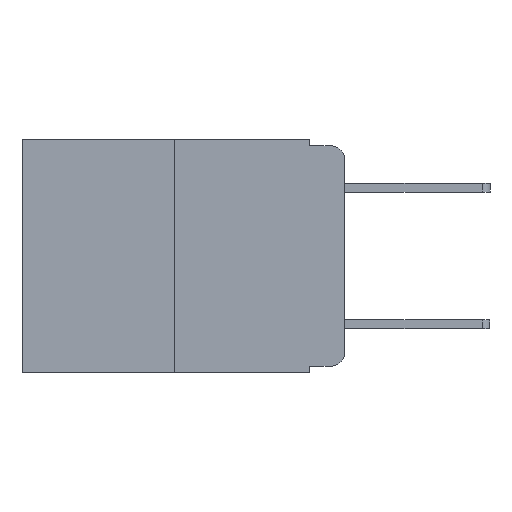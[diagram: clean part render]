
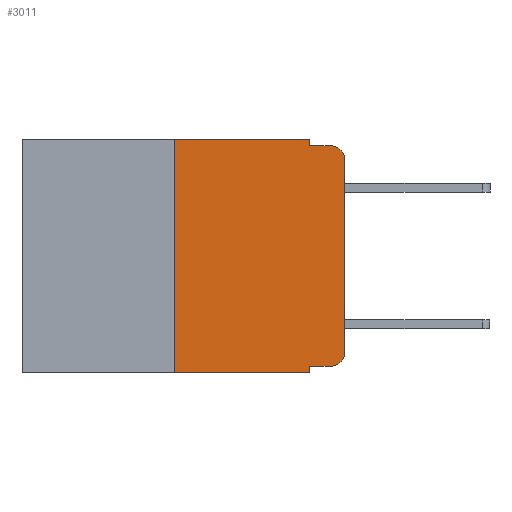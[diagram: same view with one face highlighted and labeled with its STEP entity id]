
A CAD part, left-side view. The second image highlights one B-rep face of the part: STEP entity #3011.
In plain terms, the highlighted planar face has unit normal (-1, 0, 0).
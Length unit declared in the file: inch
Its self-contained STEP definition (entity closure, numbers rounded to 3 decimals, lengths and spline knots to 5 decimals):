
#21 = VECTOR ( 'NONE', #1702, 39.37008 ) ;
#351 = VERTEX_POINT ( 'NONE', #1994 ) ;
#383 = CIRCLE ( 'NONE', #21254, 0.02 ) ;
#606 = LINE ( 'NONE', #5178, #21 ) ;
#861 = CARTESIAN_POINT ( 'NONE',  ( 0., 0., -0.313 ) ) ;
#920 = CARTESIAN_POINT ( 'NONE',  ( 0., 0.25, -0.343 ) ) ;
#1163 = CARTESIAN_POINT ( 'NONE',  ( 0., 0.02, -0.333 ) ) ;
#1250 = VERTEX_POINT ( 'NONE', #20788 ) ;
#1552 = DIRECTION ( 'NONE',  ( 0., 0., 1. ) ) ;
#1702 = DIRECTION ( 'NONE',  ( 0., -1., 0. ) ) ;
#1994 = CARTESIAN_POINT ( 'NONE',  ( 0., 0.02, -0.01 ) ) ;
#2211 = CARTESIAN_POINT ( 'NONE',  ( 0., 0.473, 0. ) ) ;
#2652 = DIRECTION ( 'NONE',  ( -1., 0., 0. ) ) ;
#2787 = CARTESIAN_POINT ( 'NONE',  ( 0., 0., -0.03 ) ) ;
#2793 = DIRECTION ( 'NONE',  ( 0., -1., 0. ) ) ;
#3011 = ADVANCED_FACE ( 'NONE', ( #8211 ), #3515, .F. ) ;
#3085 = VERTEX_POINT ( 'NONE', #18641 ) ;
#3232 = DIRECTION ( 'NONE',  ( 0., 0., 1. ) ) ;
#3453 = CIRCLE ( 'NONE', #15345, 0.02 ) ;
#3515 = PLANE ( 'NONE',  #21276 ) ;
#3888 = VECTOR ( 'NONE', #13578, 39.37008 ) ;
#3919 = VECTOR ( 'NONE', #10951, 39.37008 ) ;
#3991 = DIRECTION ( 'NONE',  ( 0., -1., 0. ) ) ;
#4576 = LINE ( 'NONE', #2211, #9329 ) ;
#5178 = CARTESIAN_POINT ( 'NONE',  ( 0., 0.473, -0.343 ) ) ;
#5508 = EDGE_CURVE ( 'NONE', #10525, #11772, #14685, .T. ) ;
#5661 = LINE ( 'NONE', #18973, #22085 ) ;
#5725 = ORIENTED_EDGE ( 'NONE', *, *, #11913, .F. ) ;
#6096 = EDGE_CURVE ( 'NONE', #18115, #18494, #16867, .T. ) ;
#6377 = DIRECTION ( 'NONE',  ( 1., 0., 0. ) ) ;
#6673 = DIRECTION ( 'NONE',  ( 0., 0., -1. ) ) ;
#7449 = CARTESIAN_POINT ( 'NONE',  ( 0., 0.02, -0.313 ) ) ;
#8211 = FACE_OUTER_BOUND ( 'NONE', #12286, .T. ) ;
#9256 = DIRECTION ( 'NONE',  ( 0., 0., -1. ) ) ;
#9329 = VECTOR ( 'NONE', #3991, 39.37008 ) ;
#9649 = ORIENTED_EDGE ( 'NONE', *, *, #5508, .T. ) ;
#10213 = VECTOR ( 'NONE', #20022, 39.37008 ) ;
#10380 = ORIENTED_EDGE ( 'NONE', *, *, #6096, .T. ) ;
#10525 = VERTEX_POINT ( 'NONE', #861 ) ;
#10669 = CARTESIAN_POINT ( 'NONE',  ( 0., 0.051, -0.333 ) ) ;
#10951 = DIRECTION ( 'NONE',  ( 0., 0., -1. ) ) ;
#11002 = EDGE_CURVE ( 'NONE', #18494, #10525, #383, .T. ) ;
#11702 = CARTESIAN_POINT ( 'NONE',  ( 0., 0.051, -0.333 ) ) ;
#11772 = VERTEX_POINT ( 'NONE', #2787 ) ;
#11913 = EDGE_CURVE ( 'NONE', #21644, #22450, #5661, .T. ) ;
#12184 = CARTESIAN_POINT ( 'NONE',  ( 0., 0., 0. ) ) ;
#12286 = EDGE_LOOP ( 'NONE', ( #9649, #21521, #20076, #12732, #20120, #5725, #12983, #15013, #10380, #13989 ) ) ;
#12406 = CARTESIAN_POINT ( 'NONE',  ( 0., 0.473, 0. ) ) ;
#12732 = ORIENTED_EDGE ( 'NONE', *, *, #15455, .F. ) ;
#12983 = ORIENTED_EDGE ( 'NONE', *, *, #20044, .T. ) ;
#13257 = CARTESIAN_POINT ( 'NONE',  ( 0., 0.02, -0.03 ) ) ;
#13317 = LINE ( 'NONE', #19342, #3888 ) ;
#13578 = DIRECTION ( 'NONE',  ( 0., 0., -1. ) ) ;
#13989 = ORIENTED_EDGE ( 'NONE', *, *, #11002, .T. ) ;
#14207 = CARTESIAN_POINT ( 'NONE',  ( 0., 0.051, -0.343 ) ) ;
#14388 = EDGE_CURVE ( 'NONE', #18115, #16186, #17950, .T. ) ;
#14472 = CARTESIAN_POINT ( 'NONE',  ( 0., 0.051, 0. ) ) ;
#14685 = LINE ( 'NONE', #12184, #18741 ) ;
#15013 = ORIENTED_EDGE ( 'NONE', *, *, #14388, .F. ) ;
#15022 = DIRECTION ( 'NONE',  ( 0., 0., -1. ) ) ;
#15345 = AXIS2_PLACEMENT_3D ( 'NONE', #13257, #2652, #15022 ) ;
#15455 = EDGE_CURVE ( 'NONE', #3085, #1250, #13317, .T. ) ;
#16186 = VERTEX_POINT ( 'NONE', #14207 ) ;
#16867 = LINE ( 'NONE', #11702, #20360 ) ;
#17736 = EDGE_CURVE ( 'NONE', #1250, #351, #19448, .T. ) ;
#17950 = LINE ( 'NONE', #14472, #3919 ) ;
#18115 = VERTEX_POINT ( 'NONE', #10669 ) ;
#18372 = CARTESIAN_POINT ( 'NONE',  ( 0., 0.051, -0.01 ) ) ;
#18494 = VERTEX_POINT ( 'NONE', #1163 ) ;
#18641 = CARTESIAN_POINT ( 'NONE',  ( 0., 0.051, 0. ) ) ;
#18741 = VECTOR ( 'NONE', #1552, 39.37008 ) ;
#18922 = EDGE_CURVE ( 'NONE', #22450, #3085, #4576, .T. ) ;
#18973 = CARTESIAN_POINT ( 'NONE',  ( 0., 0.25, 0. ) ) ;
#19342 = CARTESIAN_POINT ( 'NONE',  ( 0., 0.051, 0. ) ) ;
#19448 = LINE ( 'NONE', #18372, #10213 ) ;
#19677 = DIRECTION ( 'NONE',  ( -1., 0., 0. ) ) ;
#20022 = DIRECTION ( 'NONE',  ( 0., -1., 0. ) ) ;
#20044 = EDGE_CURVE ( 'NONE', #21644, #16186, #606, .T. ) ;
#20076 = ORIENTED_EDGE ( 'NONE', *, *, #17736, .F. ) ;
#20120 = ORIENTED_EDGE ( 'NONE', *, *, #18922, .F. ) ;
#20360 = VECTOR ( 'NONE', #2793, 39.37008 ) ;
#20788 = CARTESIAN_POINT ( 'NONE',  ( 0., 0.051, -0.01 ) ) ;
#21254 = AXIS2_PLACEMENT_3D ( 'NONE', #7449, #19677, #9256 ) ;
#21276 = AXIS2_PLACEMENT_3D ( 'NONE', #12406, #6377, #6673 ) ;
#21521 = ORIENTED_EDGE ( 'NONE', *, *, #22367, .T. ) ;
#21644 = VERTEX_POINT ( 'NONE', #920 ) ;
#22085 = VECTOR ( 'NONE', #3232, 39.37008 ) ;
#22106 = CARTESIAN_POINT ( 'NONE',  ( 0., 0.25, 0. ) ) ;
#22367 = EDGE_CURVE ( 'NONE', #11772, #351, #3453, .T. ) ;
#22450 = VERTEX_POINT ( 'NONE', #22106 ) ;
